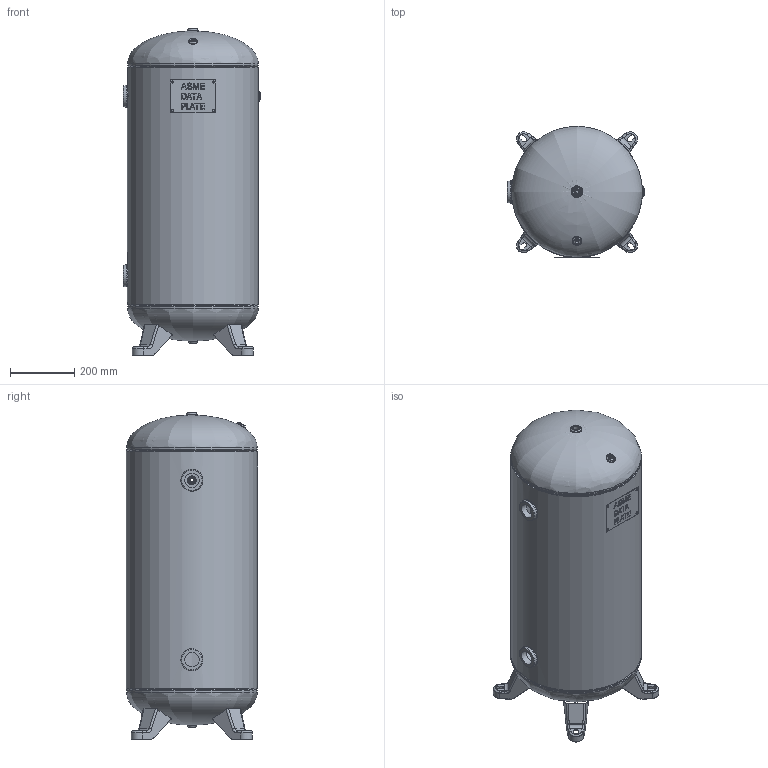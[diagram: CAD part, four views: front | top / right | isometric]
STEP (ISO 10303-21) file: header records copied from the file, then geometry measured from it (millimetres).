
FILE_DESCRIPTION(/* description */ ('16 X 38 200# VERT ASME STOCK 30 GAL W/FEET LESS TPLT'),/* implementation_level */ '2;1');
FILE_NAME(/* name */ 'SPVG_A10040.stp',/* time_stamp */ '2021-02-06T10:09:15-06:00',/* author */ ('kim.thoune'),/* organization */ ('CATALOG'),/* preprocessor_version */ 'ST-DEVELOPER v17.2',/* originating_system */ 'Autodesk Inventor 2019',/* authorisation */ '');
FILE_SCHEMA (('CONFIG_CONTROL_DESIGN'));
Length unit declared in the file: inch
Products named in the file (13): A10040; 37-2200; 37-2138; 60-140; 64-053; A10040-2HD; 910-791; A10040-3HD; 910-791_1; F101501; F100250; F100500; S101453S
Assembly tree (18 placements, depth 3):
  A10040
    37-2200
      37-2138
    60-140
      64-053
    A10040-2HD
      910-791
    A10040-3HD
      910-791_1
    F101501  x2
    F100250  x3
    F100500
    S101453S  x4
Bounding box: 427.91 x 408.25 x 1016.79 mm (x, y, z)
Volume: 4539008.3 mm3; surface area: 2912282.7 mm2
Topology: 14 solids, 14 shells, 429 faces, 1152 edges, 763 vertices
Faces by surface type: plane 216, cylinder 108, bspline 61, torus 38, cone 6
Full cylindrical faces by diameter (mm): 6.35 x4, 11.455 x3, 18.644 x1, 26.987 x2, 26.988 x1, 34.925 x1, 44.856 x2, 57.547 x2, 61.119 x2, 68.263 x2, 395.021 x2, 400.05 x2, 400.71 x1, 401.371 x2, 406.4 x2, 407.67 x1
Entity records: 11597 total; most frequent: CARTESIAN_POINT 4000, ORIENTED_EDGE 1538, DIRECTION 1396, EDGE_CURVE 769, VERTEX_POINT 519, LINE 484, VECTOR 484, AXIS2_PLACEMENT_3D 456
